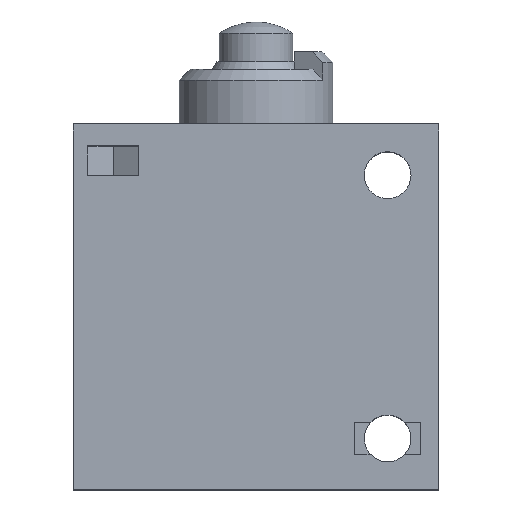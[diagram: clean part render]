
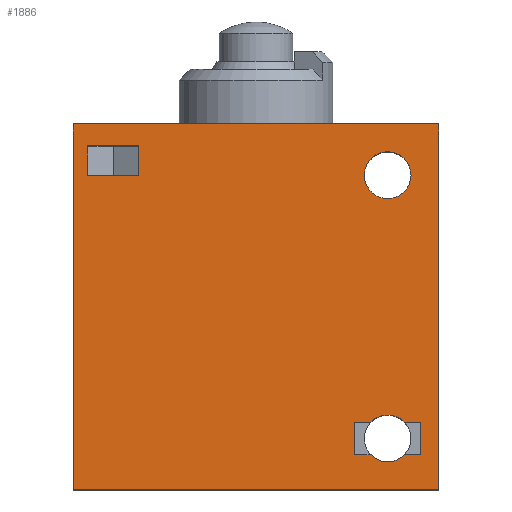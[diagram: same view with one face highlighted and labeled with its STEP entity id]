
A CAD part, top view. The second image highlights one B-rep face of the part: STEP entity #1886.
In plain terms, the highlighted planar face has unit normal (0, 0, 1).
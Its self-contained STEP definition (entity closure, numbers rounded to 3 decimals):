
#81=CIRCLE('',#2005,3.2);
#87=CIRCLE('',#2015,3.2);
#122=CIRCLE('',#2053,3.2);
#300=ORIENTED_EDGE('',*,*,#821,.T.);
#301=ORIENTED_EDGE('',*,*,#822,.T.);
#302=ORIENTED_EDGE('',*,*,#823,.F.);
#303=ORIENTED_EDGE('',*,*,#824,.F.);
#304=ORIENTED_EDGE('',*,*,#731,.T.);
#305=ORIENTED_EDGE('',*,*,#825,.F.);
#306=ORIENTED_EDGE('',*,*,#808,.T.);
#307=ORIENTED_EDGE('',*,*,#826,.F.);
#308=ORIENTED_EDGE('',*,*,#827,.F.);
#309=ORIENTED_EDGE('',*,*,#828,.F.);
#310=ORIENTED_EDGE('',*,*,#749,.T.);
#311=ORIENTED_EDGE('',*,*,#829,.F.);
#312=ORIENTED_EDGE('',*,*,#830,.F.);
#313=ORIENTED_EDGE('',*,*,#814,.T.);
#314=ORIENTED_EDGE('',*,*,#783,.T.);
#315=ORIENTED_EDGE('',*,*,#818,.T.);
#316=ORIENTED_EDGE('',*,*,#820,.T.);
#731=EDGE_CURVE('',#999,#999,#81,.T.);
#749=EDGE_CURVE('',#1014,#1015,#87,.T.);
#783=EDGE_CURVE('',#1046,#1045,#1203,.T.);
#808=EDGE_CURVE('',#1068,#1070,#122,.T.);
#814=EDGE_CURVE('',#1076,#1046,#1213,.T.);
#818=EDGE_CURVE('',#1045,#1078,#1216,.T.);
#820=EDGE_CURVE('',#1078,#1076,#1217,.T.);
#821=EDGE_CURVE('',#1080,#1081,#1218,.T.);
#822=EDGE_CURVE('',#1081,#1082,#1219,.T.);
#823=EDGE_CURVE('',#1083,#1082,#1220,.T.);
#824=EDGE_CURVE('',#1080,#1083,#1221,.T.);
#825=EDGE_CURVE('',#1068,#1084,#1222,.T.);
#826=EDGE_CURVE('',#1085,#1070,#1223,.T.);
#827=EDGE_CURVE('',#1086,#1085,#1224,.T.);
#828=EDGE_CURVE('',#1014,#1086,#1225,.T.);
#829=EDGE_CURVE('',#1087,#1015,#1226,.T.);
#830=EDGE_CURVE('',#1084,#1087,#1227,.T.);
#999=VERTEX_POINT('',#2861);
#1014=VERTEX_POINT('',#2913);
#1015=VERTEX_POINT('',#2914);
#1045=VERTEX_POINT('',#2985);
#1046=VERTEX_POINT('',#2987);
#1068=VERTEX_POINT('',#3032);
#1070=VERTEX_POINT('',#3042);
#1076=VERTEX_POINT('',#3056);
#1078=VERTEX_POINT('',#3062);
#1080=VERTEX_POINT('',#3070);
#1081=VERTEX_POINT('',#3071);
#1082=VERTEX_POINT('',#3073);
#1083=VERTEX_POINT('',#3075);
#1084=VERTEX_POINT('',#3078);
#1085=VERTEX_POINT('',#3080);
#1086=VERTEX_POINT('',#3082);
#1087=VERTEX_POINT('',#3085);
#1203=LINE('',#2986,#1367);
#1213=LINE('',#3055,#1377);
#1216=LINE('',#3063,#1380);
#1217=LINE('',#3067,#1381);
#1218=LINE('',#3069,#1382);
#1219=LINE('',#3072,#1383);
#1220=LINE('',#3074,#1384);
#1221=LINE('',#3076,#1385);
#1222=LINE('',#3077,#1386);
#1223=LINE('',#3079,#1387);
#1224=LINE('',#3081,#1388);
#1225=LINE('',#3083,#1389);
#1226=LINE('',#3084,#1390);
#1227=LINE('',#3086,#1391);
#1367=VECTOR('',#2325,1000.);
#1377=VECTOR('',#2379,1000.);
#1380=VECTOR('',#2386,1000.);
#1381=VECTOR('',#2391,1000.);
#1382=VECTOR('',#2394,1000.);
#1383=VECTOR('',#2395,1000.);
#1384=VECTOR('',#2396,1000.);
#1385=VECTOR('',#2397,1000.);
#1386=VECTOR('',#2398,1000.);
#1387=VECTOR('',#2399,1000.);
#1388=VECTOR('',#2400,1000.);
#1389=VECTOR('',#2401,1000.);
#1390=VECTOR('',#2402,1000.);
#1391=VECTOR('',#2403,1000.);
#1531=EDGE_LOOP('',(#300,#301,#302,#303));
#1532=EDGE_LOOP('',(#304));
#1533=EDGE_LOOP('',(#305,#306,#307,#308,#309,#310,#311,#312));
#1534=EDGE_LOOP('',(#313,#314,#315,#316));
#1690=FACE_BOUND('',#1531,.T.);
#1691=FACE_BOUND('',#1532,.T.);
#1692=FACE_BOUND('',#1533,.T.);
#1693=FACE_BOUND('',#1534,.T.);
#1819=PLANE('',#2064);
#1886=ADVANCED_FACE('',(#1690,#1691,#1692,#1693),#1819,.T.);
#2005=AXIS2_PLACEMENT_3D('',#2860,#2237,#2238);
#2015=AXIS2_PLACEMENT_3D('',#2912,#2267,#2268);
#2053=AXIS2_PLACEMENT_3D('',#3043,#2365,#2366);
#2064=AXIS2_PLACEMENT_3D('',#3068,#2392,#2393);
#2237=DIRECTION('',(0.,0.,-1.));
#2238=DIRECTION('',(-1.,0.,0.));
#2267=DIRECTION('',(0.,0.,-1.));
#2268=DIRECTION('',(-1.,0.,0.));
#2325=DIRECTION('',(0.,-1.,0.));
#2365=DIRECTION('',(0.,0.,-1.));
#2366=DIRECTION('',(-1.,0.,0.));
#2379=DIRECTION('',(-1.,0.,0.));
#2386=DIRECTION('',(1.,0.,0.));
#2391=DIRECTION('',(0.,1.,0.));
#2392=DIRECTION('',(0.,0.,1.));
#2393=DIRECTION('',(1.,0.,0.));
#2394=DIRECTION('',(1.,0.,0.));
#2395=DIRECTION('',(0.,-1.,0.));
#2396=DIRECTION('',(1.,0.,0.));
#2397=DIRECTION('',(0.,-1.,0.));
#2398=DIRECTION('',(1.,0.,0.));
#2399=DIRECTION('',(1.,0.,0.));
#2400=DIRECTION('',(0.,-1.,0.));
#2401=DIRECTION('',(-1.,0.,0.));
#2402=DIRECTION('',(-1.,0.,0.));
#2403=DIRECTION('',(0.,1.,0.));
#2860=CARTESIAN_POINT('',(18.,43.,12.7));
#2861=CARTESIAN_POINT('',(14.8,43.,12.7));
#2912=CARTESIAN_POINT('',(18.,7.01,12.7));
#2913=CARTESIAN_POINT('',(15.715,9.25,12.7));
#2914=CARTESIAN_POINT('',(20.285,9.25,12.7));
#2985=CARTESIAN_POINT('',(-25.,0.,12.7));
#2986=CARTESIAN_POINT('',(-25.,50.,12.7));
#2987=CARTESIAN_POINT('',(-25.,50.,12.7));
#3032=CARTESIAN_POINT('',(20.265,4.75,12.7));
#3042=CARTESIAN_POINT('',(15.735,4.75,12.7));
#3043=CARTESIAN_POINT('',(18.,7.01,12.7));
#3055=CARTESIAN_POINT('',(25.,50.,12.7));
#3056=CARTESIAN_POINT('',(25.,50.,12.7));
#3062=CARTESIAN_POINT('',(25.,0.,12.7));
#3063=CARTESIAN_POINT('',(-25.,0.,12.7));
#3067=CARTESIAN_POINT('',(25.,0.,12.7));
#3068=CARTESIAN_POINT('',(0.,0.,12.7));
#3069=CARTESIAN_POINT('',(-23.,47.,12.7));
#3070=CARTESIAN_POINT('',(-23.,47.,12.7));
#3071=CARTESIAN_POINT('',(-16.,47.,12.7));
#3072=CARTESIAN_POINT('',(-16.,47.,12.7));
#3073=CARTESIAN_POINT('',(-16.,43.,12.7));
#3074=CARTESIAN_POINT('',(-23.,43.,12.7));
#3075=CARTESIAN_POINT('',(-23.,43.,12.7));
#3076=CARTESIAN_POINT('',(-23.,47.,12.7));
#3077=CARTESIAN_POINT('',(13.5,4.75,12.7));
#3078=CARTESIAN_POINT('',(22.5,4.75,12.7));
#3079=CARTESIAN_POINT('',(13.5,4.75,12.7));
#3080=CARTESIAN_POINT('',(13.5,4.75,12.7));
#3081=CARTESIAN_POINT('',(13.5,9.25,12.7));
#3082=CARTESIAN_POINT('',(13.5,9.25,12.7));
#3083=CARTESIAN_POINT('',(22.5,9.25,12.7));
#3084=CARTESIAN_POINT('',(22.5,9.25,12.7));
#3085=CARTESIAN_POINT('',(22.5,9.25,12.7));
#3086=CARTESIAN_POINT('',(22.5,4.75,12.7));
